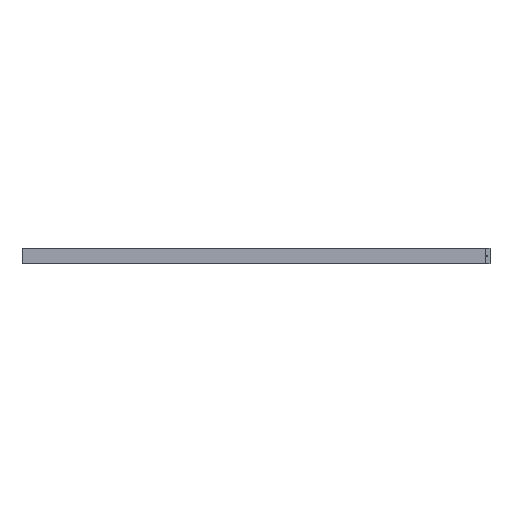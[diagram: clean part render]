
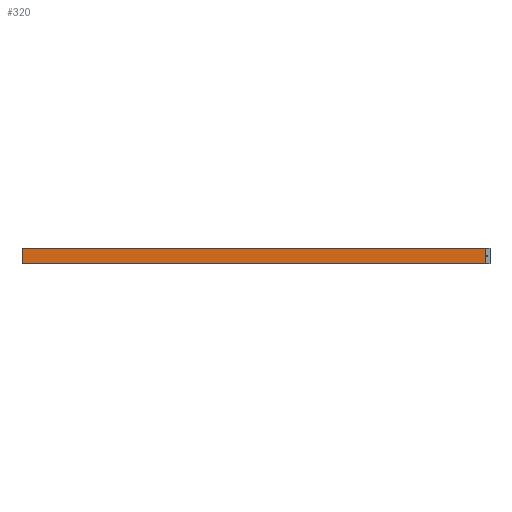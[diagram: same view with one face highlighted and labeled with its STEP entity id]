
A CAD part, front view. The second image highlights one B-rep face of the part: STEP entity #320.
In plain terms, the highlighted planar face has unit normal (0, -1, 0).
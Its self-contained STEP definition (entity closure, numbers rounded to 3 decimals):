
#65 = CARTESIAN_POINT ( 'NONE',  ( -2970., 0., -50. ) ) ;
#74 = EDGE_CURVE ( 'NONE', #297, #1710, #809, .T. ) ;
#133 = EDGE_CURVE ( 'NONE', #297, #1399, #1792, .T. ) ;
#167 = DIRECTION ( 'NONE',  ( 0., 0., -1. ) ) ;
#198 = CARTESIAN_POINT ( 'NONE',  ( 0., 0., -16.667 ) ) ;
#208 = FACE_OUTER_BOUND ( 'NONE', #1423, .T. ) ;
#297 = VERTEX_POINT ( 'NONE', #985 ) ;
#320 = ADVANCED_FACE ( 'NONE', ( #208 ), #920, .T. ) ;
#359 = DIRECTION ( 'NONE',  ( 0., -1., 0. ) ) ;
#517 = CARTESIAN_POINT ( 'NONE',  ( 0., 0., 16.667 ) ) ;
#564 = VERTEX_POINT ( 'NONE', #65 ) ;
#663 = CARTESIAN_POINT ( 'NONE',  ( 100.002, 0., -50. ) ) ;
#738 = CARTESIAN_POINT ( 'NONE',  ( -2970., 0., 50. ) ) ;
#754 = CARTESIAN_POINT ( 'NONE',  ( 0., 0., -50. ) ) ;
#809 = B_SPLINE_CURVE_WITH_KNOTS ( 'NONE', 3,
 ( #1616, #517, #198, #1568 ),
 .UNSPECIFIED., .F., .F.,
 ( 4, 4 ),
 ( 0., 1. ),
 .UNSPECIFIED. ) ;
#811 = VECTOR ( 'NONE', #1474, 1000. ) ;
#829 = AXIS2_PLACEMENT_3D ( 'NONE', #1037, #359, #167 ) ;
#837 = ORIENTED_EDGE ( 'NONE', *, *, #1615, .F. ) ;
#867 = VECTOR ( 'NONE', #1063, 1000. ) ;
#904 = ORIENTED_EDGE ( 'NONE', *, *, #74, .F. ) ;
#906 = LINE ( 'NONE', #663, #811 ) ;
#920 = PLANE ( 'NONE',  #829 ) ;
#965 = ORIENTED_EDGE ( 'NONE', *, *, #1744, .T. ) ;
#971 = DIRECTION ( 'NONE',  ( 0., 0., -1. ) ) ;
#985 = CARTESIAN_POINT ( 'NONE',  ( 0., 0., 50. ) ) ;
#1005 = VECTOR ( 'NONE', #971, 1000. ) ;
#1037 = CARTESIAN_POINT ( 'NONE',  ( -2970., 0., 50. ) ) ;
#1063 = DIRECTION ( 'NONE',  ( -1., 0., 0. ) ) ;
#1168 = CARTESIAN_POINT ( 'NONE',  ( -2970., 0., 50. ) ) ;
#1303 = ORIENTED_EDGE ( 'NONE', *, *, #133, .T. ) ;
#1399 = VERTEX_POINT ( 'NONE', #1168 ) ;
#1423 = EDGE_LOOP ( 'NONE', ( #904, #1303, #965, #837 ) ) ;
#1474 = DIRECTION ( 'NONE',  ( -1., 0., 0. ) ) ;
#1568 = CARTESIAN_POINT ( 'NONE',  ( 0., 0., -50. ) ) ;
#1615 = EDGE_CURVE ( 'NONE', #1710, #564, #906, .T. ) ;
#1616 = CARTESIAN_POINT ( 'NONE',  ( 0., 0., 50. ) ) ;
#1646 = CARTESIAN_POINT ( 'NONE',  ( 100.002, 0., 50. ) ) ;
#1710 = VERTEX_POINT ( 'NONE', #754 ) ;
#1744 = EDGE_CURVE ( 'NONE', #1399, #564, #1785, .T. ) ;
#1785 = LINE ( 'NONE', #738, #1005 ) ;
#1792 = LINE ( 'NONE', #1646, #867 ) ;
